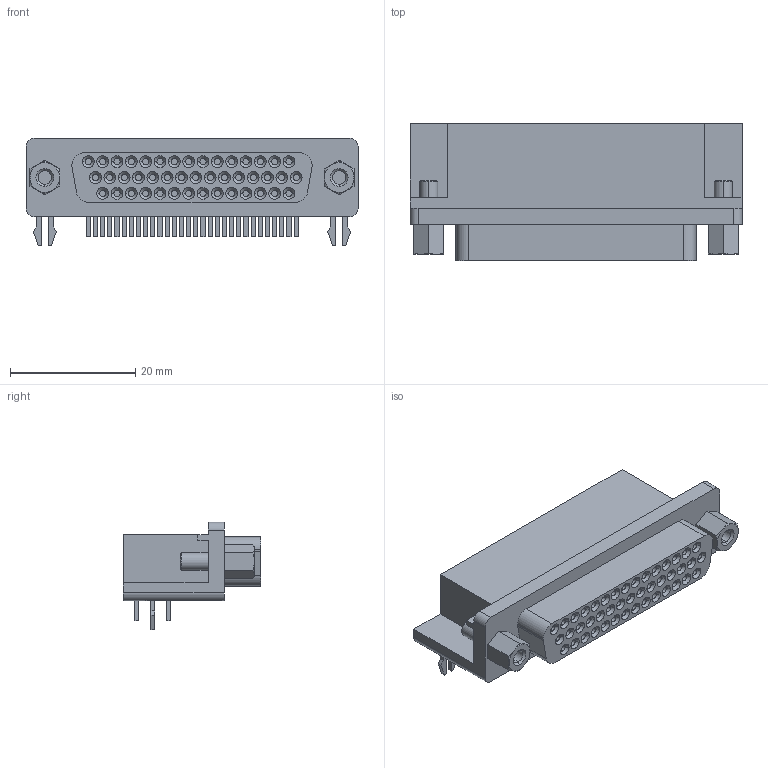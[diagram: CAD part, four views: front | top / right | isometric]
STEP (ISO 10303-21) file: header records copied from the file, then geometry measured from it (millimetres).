
FILE_DESCRIPTION(('FreeCAD Model'),'2;1');
FILE_NAME( '70475.step' ,'2019-05-09T09:36:51',('kicad StepUp'),('ksu MCAD'), 'Open CASCADE STEP processor 7.3','FreeCAD','Unknown');
FILE_SCHEMA(('AUTOMOTIVE_DESIGN_CC2 { 1 2 10303 214 -1 1 5 4 }'));
Length unit declared in the file: millimetre
Products named in the file (1): 70475
Bounding box: 53.05 x 21.9 x 17.18 mm (x, y, z)
Volume: 9550.1 mm3; surface area: 5558.7 mm2
Topology: 1 solids, 1 shells, 565 faces, 1280 edges, 816 vertices
Faces by surface type: plane 345, cone 112, cylinder 108
Entity records: 19603 total; most frequent: CARTESIAN_POINT 2724, DIRECTION 2716, ORIENTED_EDGE 2560, EDGE_CURVE 1280, LINE 924, VECTOR 924, AXIS2_PLACEMENT_3D 896, VERTEX_POINT 816
